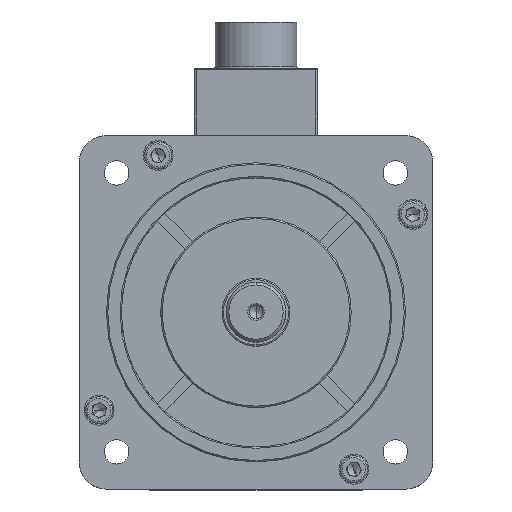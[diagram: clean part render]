
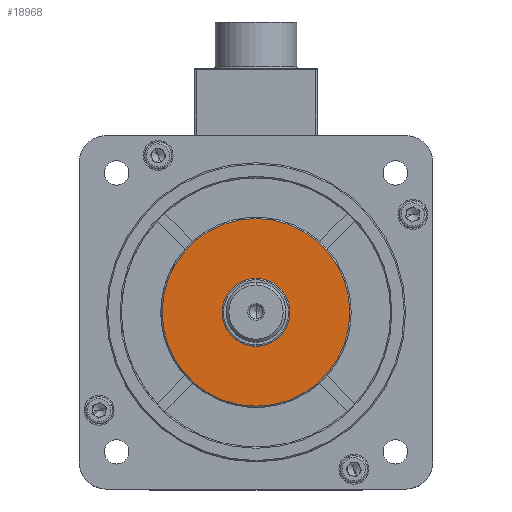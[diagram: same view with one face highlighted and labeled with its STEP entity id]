
A CAD part, top view. The second image highlights one B-rep face of the part: STEP entity #18968.
In plain terms, the highlighted planar face has unit normal (0, 0, 1).
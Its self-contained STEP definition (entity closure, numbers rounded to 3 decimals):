
#693 = AXIS2_PLACEMENT_3D ( 'NONE', #4258, #17345, #30293 ) ;
#1298 = EDGE_CURVE ( 'NONE', #2791, #25948, #5487, .T. ) ;
#2791 = VERTEX_POINT ( 'NONE', #11011 ) ;
#4258 = CARTESIAN_POINT ( 'NONE',  ( 0., 0., 19. ) ) ;
#4648 = FACE_OUTER_BOUND ( 'NONE', #10061, .T. ) ;
#5487 = CIRCLE ( 'NONE', #24250, 34.5 ) ;
#6058 = ORIENTED_EDGE ( 'NONE', *, *, #18195, .T. ) ;
#8193 = CARTESIAN_POINT ( 'NONE',  ( 0., 0., 19. ) ) ;
#9845 = DIRECTION ( 'NONE',  ( 1., 0., 0. ) ) ;
#10048 = DIRECTION ( 'NONE',  ( 1., 0., 0. ) ) ;
#10061 = EDGE_LOOP ( 'NONE', ( #19399, #6058 ) ) ;
#11011 = CARTESIAN_POINT ( 'NONE',  ( -34.5, 0., 19. ) ) ;
#12002 = AXIS2_PLACEMENT_3D ( 'NONE', #24975, #25124, #9845 ) ;
#12840 = PLANE ( 'NONE',  #12002 ) ;
#14610 = CIRCLE ( 'NONE', #693, 34.5 ) ;
#15668 = CARTESIAN_POINT ( 'NONE',  ( 34.5, 0., 19. ) ) ;
#17345 = DIRECTION ( 'NONE',  ( 0., 0., 1. ) ) ;
#18195 = EDGE_CURVE ( 'NONE', #25948, #2791, #14610, .T. ) ;
#18968 = ADVANCED_FACE ( 'NONE', ( #4648 ), #12840, .T. ) ;
#19399 = ORIENTED_EDGE ( 'NONE', *, *, #1298, .T. ) ;
#22824 = DIRECTION ( 'NONE',  ( 0., 0., 1. ) ) ;
#24250 = AXIS2_PLACEMENT_3D ( 'NONE', #8193, #22824, #10048 ) ;
#24975 = CARTESIAN_POINT ( 'NONE',  ( 0., 0., 19. ) ) ;
#25124 = DIRECTION ( 'NONE',  ( 0., 0., 1. ) ) ;
#25948 = VERTEX_POINT ( 'NONE', #15668 ) ;
#30293 = DIRECTION ( 'NONE',  ( 1., 0., 0. ) ) ;
